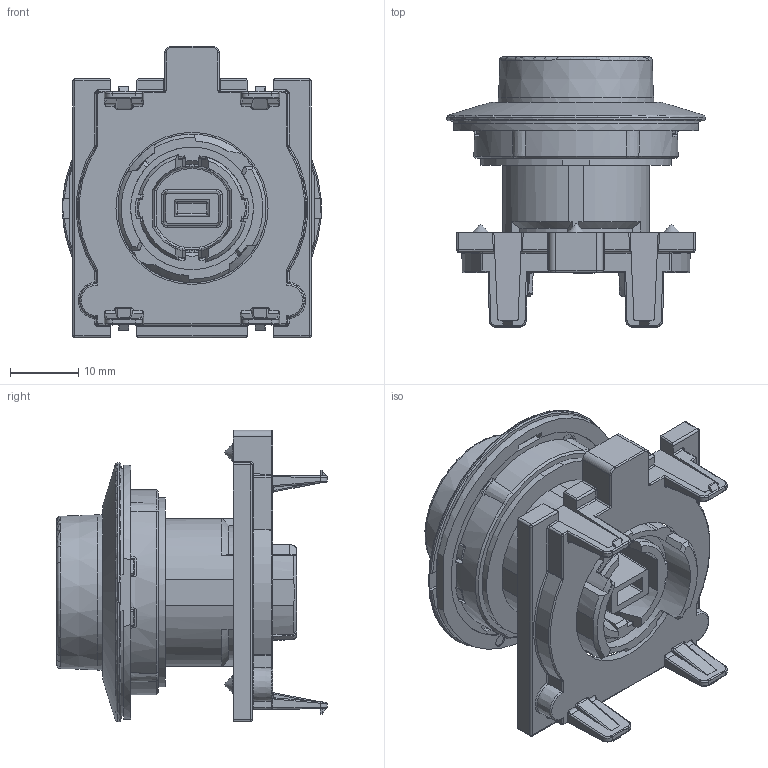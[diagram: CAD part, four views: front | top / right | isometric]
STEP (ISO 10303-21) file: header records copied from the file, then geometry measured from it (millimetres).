
FILE_DESCRIPTION(/* description */ (''),/* implementation_level */ '2;1');
FILE_NAME(/* name */ 'FILE_STP_CAD_DRAWING_LPFB2_CATALOG_prt.stp',/* time_stamp */ '2020-10-16T13:41:59+02:00',/* author */ (''),/* organization */ (''),/* preprocessor_version */ 'ST-DEVELOPER v16.7',/* originating_system */ 'SIEMENS PLM Software NX 12.0',/* authorisation */ '');
FILE_SCHEMA (('AUTOMOTIVE_DESIGN { 1 0 10303 214 3 1 1 1 }'));
Length unit declared in the file: millimetre
Products named in the file (1): LPFB2_CATALOG
Bounding box: 37.97 x 39.65 x 42.8 mm (x, y, z)
Surface area: 12364.7 mm2 (no closed solid volume)
Topology: 0 solids, 11 shells, 706 faces, 2268 edges, 1519 vertices
Faces by surface type: plane 282, cylinder 213, bspline 77, cone 61, torus 45, sphere 15, extrusion 13
Full cylindrical faces by diameter (mm): 1.8 x1, 2.6 x3, 2.8 x8, 5 x1, 5.3 x3, 14.75 x1, 18 x1, 22.8 x1
Entity records: 28122 total; most frequent: CARTESIAN_POINT 9184, DIRECTION 3824, ORIENTED_EDGE 3802, EDGE_CURVE 2193, VERTEX_POINT 1505, AXIS2_PLACEMENT_3D 1455, VECTOR 914, LINE 901
